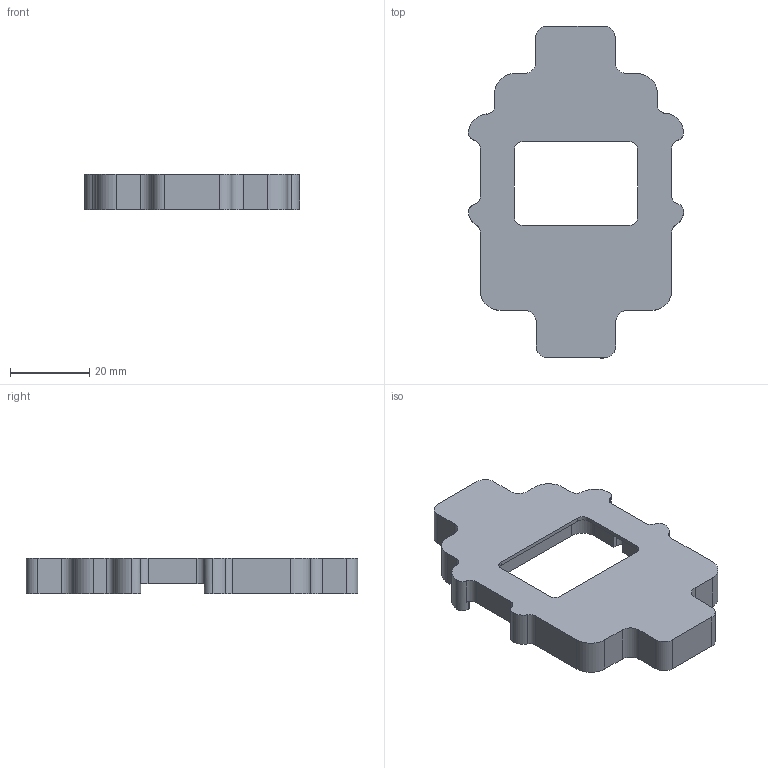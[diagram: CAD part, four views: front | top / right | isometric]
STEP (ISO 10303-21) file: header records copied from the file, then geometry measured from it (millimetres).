
FILE_DESCRIPTION(/* description */ (''),/* implementation_level */ '2;1');
FILE_NAME(/* name */ 'glue-tool.stp',/* time_stamp */ '2025-03-31T11:41:22+02:00',/* author */ ('merges'),/* organization */ (''),/* preprocessor_version */ 'ST-DEVELOPER v19',/* originating_system */ 'Autodesk Inventor 2023',/* authorisation */ '');
FILE_SCHEMA (('AUTOMOTIVE_DESIGN { 1 0 10303 214 3 1 1 }'));
Length unit declared in the file: millimetre
Products named in the file (1): glue-tool
Bounding box: 54.19 x 83.6 x 9 mm (x, y, z)
Volume: 18647.1 mm3; surface area: 8737.2 mm2
Topology: 1 solids, 1 shells, 111 faces, 321 edges, 214 vertices
Faces by surface type: cylinder 58, plane 53
Entity records: 3742 total; most frequent: DIRECTION 665, CARTESIAN_POINT 647, ORIENTED_EDGE 642, EDGE_CURVE 321, AXIS2_PLACEMENT_3D 232, VERTEX_POINT 214, LINE 201, VECTOR 201
